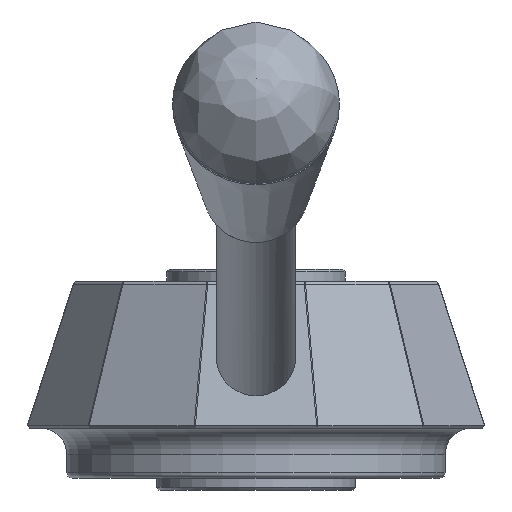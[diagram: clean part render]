
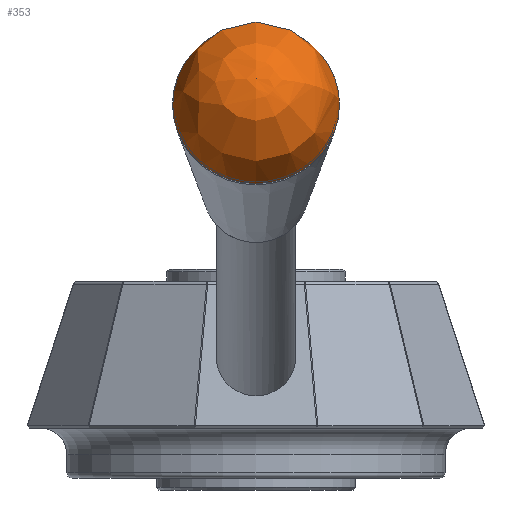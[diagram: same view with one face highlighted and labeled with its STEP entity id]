
A CAD part, left-side view. The second image highlights one B-rep face of the part: STEP entity #353.
In plain terms, the highlighted free-form (B-spline) face has degree [3, 3] with [4, 7] control points.
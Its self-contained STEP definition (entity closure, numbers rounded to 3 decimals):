
#353 = ADVANCED_FACE( '', ( #773, #774 ), #775, .T. );
#773 = FACE_OUTER_BOUND( '', #1760, .T. );
#774 = FACE_BOUND( '', #1761, .T. );
#775 = ( BOUNDED_SURFACE(  )B_SPLINE_SURFACE( 3, 3, ( ( #1764, #1765, #1766, #1767, #1768, #1769, #1770 ), ( #1771, #1772, #1773, #1774, #1775, #1776, #1777 ), ( #1778, #1779, #1780, #1781, #1782, #1783, #1784 ), ( #1785, #1786, #1787, #1788, #1789, #1790, #1791 ) ), .UNSPECIFIED., .F., .T., .F. )B_SPLINE_SURFACE_WITH_KNOTS( ( 4, 4 ), ( 4, 3, 4 ), ( 0., 6.283 ), ( -0.015, 0.797, 1.608 ), .UNSPECIFIED. )GEOMETRIC_REPRESENTATION_ITEM(  )RATIONAL_B_SPLINE_SURFACE( ( ( 1., 0.333, 0.333, 1., 0.333, 0.333, 1. ), ( 0.792, 0.264, 0.264, 0.792, 0.264, 0.264, 0.792 ), ( 0.792, 0.264, 0.264, 0.792, 0.264, 0.264, 0.792 ), ( 1., 0.333, 0.333, 1., 0.333, 0.333, 1. ) ) )REPRESENTATION_ITEM( '' )SURFACE(  ) );
#1760 = EDGE_LOOP( '', ( #3044 ) );
#1761 = VERTEX_LOOP( '', #3045 );
#1764 = CARTESIAN_POINT( '', ( -202.919, 0., 75.966 ) );
#1765 = CARTESIAN_POINT( '', ( -202.919, 0., 75.966 ) );
#1766 = CARTESIAN_POINT( '', ( -202.919, 0., 75.966 ) );
#1767 = CARTESIAN_POINT( '', ( -202.919, 0., 75.966 ) );
#1768 = CARTESIAN_POINT( '', ( -202.919, 0., 75.966 ) );
#1769 = CARTESIAN_POINT( '', ( -202.919, 0., 75.966 ) );
#1770 = CARTESIAN_POINT( '', ( -202.919, 0., 75.966 ) );
#1771 = CARTESIAN_POINT( '', ( -203.247, -9.341, 76.073 ) );
#1772 = CARTESIAN_POINT( '', ( -197.475, -9.341, 93.84 ) );
#1773 = CARTESIAN_POINT( '', ( -197.475, 9.341, 93.84 ) );
#1774 = CARTESIAN_POINT( '', ( -203.247, 9.341, 76.073 ) );
#1775 = CARTESIAN_POINT( '', ( -209.02, 9.341, 58.305 ) );
#1776 = CARTESIAN_POINT( '', ( -209.02, -9.341, 58.305 ) );
#1777 = CARTESIAN_POINT( '', ( -203.247, -9.341, 76.073 ) );
#1778 = CARTESIAN_POINT( '', ( -197.033, -16.024, 74.053 ) );
#1779 = CARTESIAN_POINT( '', ( -187.129, -16.024, 104.533 ) );
#1780 = CARTESIAN_POINT( '', ( -187.129, 16.024, 104.533 ) );
#1781 = CARTESIAN_POINT( '', ( -197.033, 16.024, 74.053 ) );
#1782 = CARTESIAN_POINT( '', ( -206.936, 16.024, 43.574 ) );
#1783 = CARTESIAN_POINT( '', ( -206.936, -16.024, 43.574 ) );
#1784 = CARTESIAN_POINT( '', ( -197.033, -16.024, 74.053 ) );
#1785 = CARTESIAN_POINT( '', ( -188.144, -15.888, 71.165 ) );
#1786 = CARTESIAN_POINT( '', ( -178.324, -15.888, 101.387 ) );
#1787 = CARTESIAN_POINT( '', ( -178.324, 15.888, 101.387 ) );
#1788 = CARTESIAN_POINT( '', ( -188.144, 15.888, 71.165 ) );
#1789 = CARTESIAN_POINT( '', ( -197.963, 15.888, 40.944 ) );
#1790 = CARTESIAN_POINT( '', ( -197.963, -15.888, 40.944 ) );
#1791 = CARTESIAN_POINT( '', ( -188.144, -15.888, 71.165 ) );
#3044 = ORIENTED_EDGE( '', *, *, #3613, .T. );
#3045 = VERTEX_POINT( '', #3614 );
#3613 = EDGE_CURVE( '', #4132, #4132, #4133, .T. );
#3614 = CARTESIAN_POINT( '', ( -202.919, 0., 75.966 ) );
#4132 = VERTEX_POINT( '', #5128 );
#4133 = CIRCLE( '', #5129, 15.888 );
#5128 = CARTESIAN_POINT( '', ( -188.144, -15.888, 71.165 ) );
#5129 = AXIS2_PLACEMENT_3D( '', #5570, #5571, #5572 );
#5570 = CARTESIAN_POINT( '', ( -188.144, 0., 71.165 ) );
#5571 = DIRECTION( '', ( -0.951, 0., 0.309 ) );
#5572 = DIRECTION( '', ( 0., -1., 0. ) );
